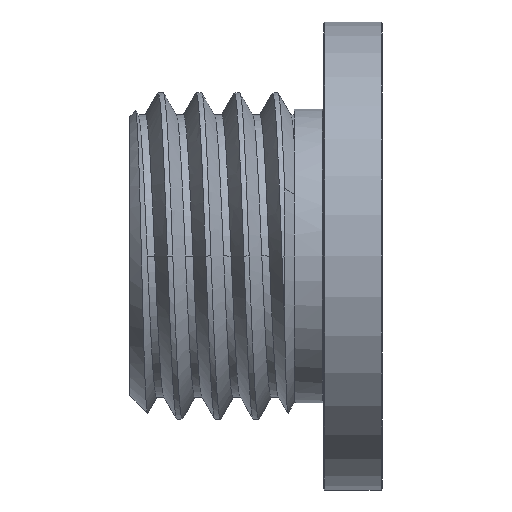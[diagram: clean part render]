
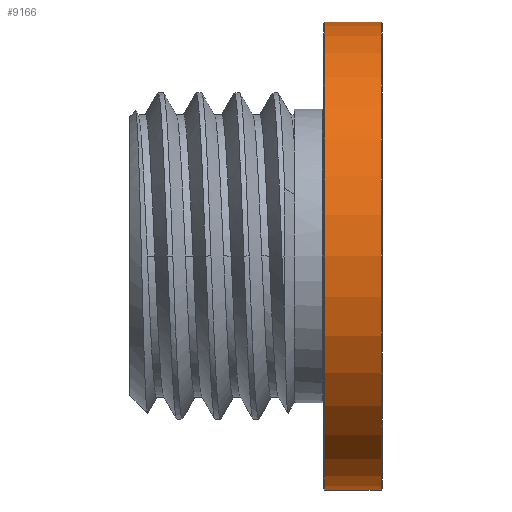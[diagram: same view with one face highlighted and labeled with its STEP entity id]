
A CAD part, left-side view. The second image highlights one B-rep face of the part: STEP entity #9166.
In plain terms, the highlighted cylindrical face has radius 39.85 mm (diameter 79.7 mm), a full revolution.
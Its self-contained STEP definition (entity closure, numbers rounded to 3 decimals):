
#532=FACE_OUTER_BOUND('',#1026,.T.);
#1026=EDGE_LOOP('',(#7415,#7416,#7417,#7418));
#1230=CIRCLE('',#9740,39.85);
#1232=CIRCLE('',#9743,39.85);
#2540=LINE('',#32825,#2968);
#2968=VECTOR('',#11180,39.85);
#3890=VERTEX_POINT('',#32817);
#3892=VERTEX_POINT('',#32823);
#5237=EDGE_CURVE('',#3890,#3890,#1230,.T.);
#5240=EDGE_CURVE('',#3892,#3892,#1232,.T.);
#5241=EDGE_CURVE('',#3892,#3890,#2540,.T.);
#7415=ORIENTED_EDGE('',*,*,#5240,.F.);
#7416=ORIENTED_EDGE('',*,*,#5241,.T.);
#7417=ORIENTED_EDGE('',*,*,#5237,.F.);
#7418=ORIENTED_EDGE('',*,*,#5241,.F.);
#8743=CYLINDRICAL_SURFACE('',#9742,39.85);
#9166=ADVANCED_FACE('',(#532),#8743,.T.);
#9740=AXIS2_PLACEMENT_3D('',#32818,#11171,#11172);
#9742=AXIS2_PLACEMENT_3D('',#32822,#11176,#11177);
#9743=AXIS2_PLACEMENT_3D('',#32824,#11178,#11179);
#11171=DIRECTION('center_axis',(0.,-1.,0.));
#11172=DIRECTION('ref_axis',(1.,0.,0.));
#11176=DIRECTION('center_axis',(0.,1.,0.));
#11177=DIRECTION('ref_axis',(1.,0.,0.));
#11178=DIRECTION('center_axis',(0.,1.,0.));
#11179=DIRECTION('ref_axis',(1.,0.,0.));
#11180=DIRECTION('',(0.,-1.,0.));
#32817=CARTESIAN_POINT('',(-39.85,0.2,0.));
#32818=CARTESIAN_POINT('Origin',(0.,0.2,0.));
#32822=CARTESIAN_POINT('Origin',(0.,0.,0.));
#32823=CARTESIAN_POINT('',(-39.85,9.8,0.));
#32824=CARTESIAN_POINT('Origin',(0.,9.8,0.));
#32825=CARTESIAN_POINT('',(-39.85,0.,0.));
